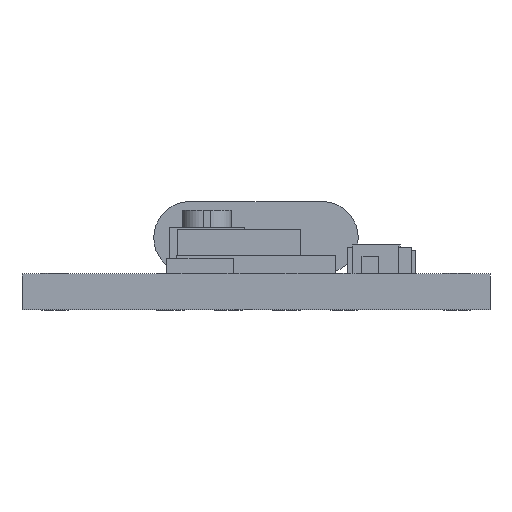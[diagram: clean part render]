
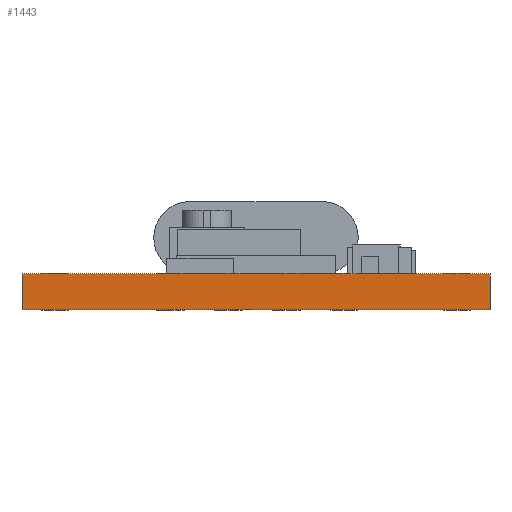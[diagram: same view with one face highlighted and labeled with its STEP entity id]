
A CAD part, front view. The second image highlights one B-rep face of the part: STEP entity #1443.
In plain terms, the highlighted planar face has unit normal (0, -1, 0).
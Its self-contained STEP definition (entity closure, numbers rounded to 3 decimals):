
#1116=CARTESIAN_POINT('',(-10.262,-26.873,1.575));
#1117=VERTEX_POINT('',#1116);
#1118=CARTESIAN_POINT('',(10.262,-26.873,1.575));
#1119=VERTEX_POINT('',#1118);
#1120=CARTESIAN_POINT('',(-10.262,-26.873,1.575));
#1121=DIRECTION('',(1.,0.,-0.));
#1122=VECTOR('',#1121,20.523);
#1123=LINE('',#1120,#1122);
#1124=EDGE_CURVE('',#1117,#1119,#1123,.T.);
#1413=CARTESIAN_POINT('',(0.,-26.873,1.575));
#1414=DIRECTION('',(0.,1.,0.));
#1415=DIRECTION('',(0.,0.,1.));
#1416=AXIS2_PLACEMENT_3D('',#1413,#1414,#1415);
#1417=PLANE('',#1416);
#1418=CARTESIAN_POINT('',(-10.262,-26.873,0.));
#1419=VERTEX_POINT('',#1418);
#1420=CARTESIAN_POINT('',(10.262,-26.873,0.));
#1421=VERTEX_POINT('',#1420);
#1422=CARTESIAN_POINT('',(-10.262,-26.873,0.));
#1423=DIRECTION('',(1.,0.,-0.));
#1424=VECTOR('',#1423,20.523);
#1425=LINE('',#1422,#1424);
#1426=EDGE_CURVE('',#1419,#1421,#1425,.T.);
#1427=ORIENTED_EDGE('',*,*,#1426,.T.);
#1428=CARTESIAN_POINT('',(10.262,-26.873,1.575));
#1429=DIRECTION('',(0.,0.,-1.));
#1430=VECTOR('',#1429,1.575);
#1431=LINE('',#1428,#1430);
#1432=EDGE_CURVE('',#1119,#1421,#1431,.T.);
#1433=ORIENTED_EDGE('',*,*,#1432,.F.);
#1434=ORIENTED_EDGE('',*,*,#1124,.F.);
#1435=CARTESIAN_POINT('',(-10.262,-26.873,1.575));
#1436=DIRECTION('',(0.,0.,-1.));
#1437=VECTOR('',#1436,1.575);
#1438=LINE('',#1435,#1437);
#1439=EDGE_CURVE('',#1117,#1419,#1438,.T.);
#1440=ORIENTED_EDGE('',*,*,#1439,.T.);
#1441=EDGE_LOOP('',(#1427,#1433,#1434,#1440));
#1442=FACE_BOUND('',#1441,.T.);
#1443=ADVANCED_FACE('',(#1442),#1417,.F.);
